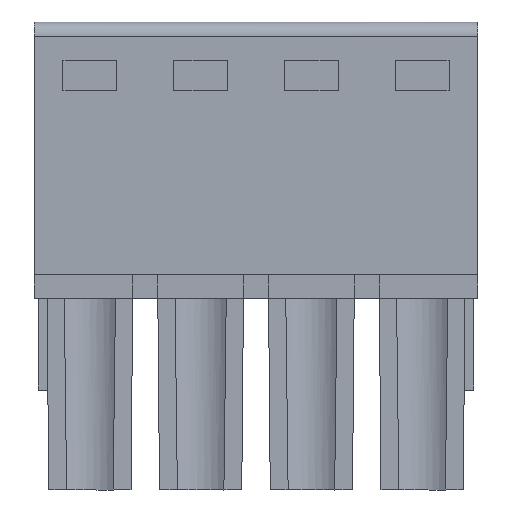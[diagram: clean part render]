
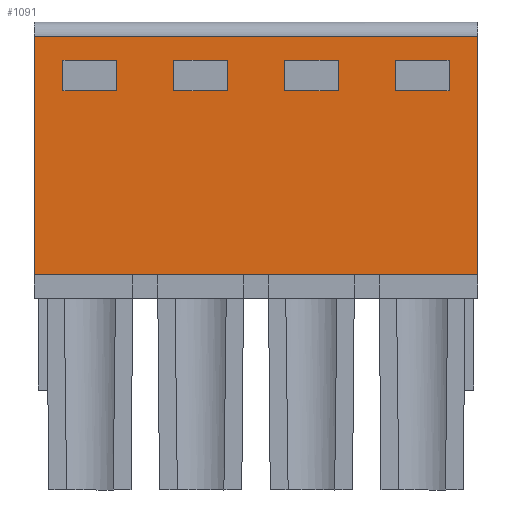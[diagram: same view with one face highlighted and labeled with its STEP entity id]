
A CAD part, front view. The second image highlights one B-rep face of the part: STEP entity #1091.
In plain terms, the highlighted planar face has unit normal (0, -1, 0).
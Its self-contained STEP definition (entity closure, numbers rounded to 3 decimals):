
#942=AXIS2_PLACEMENT_3D('Plane Axis2P3D',#939,#940,#941) ;
#173=CARTESIAN_POINT('Vertex',(15.24,0.,7.4)) ;
#176=CARTESIAN_POINT('Line Origine',(7.62,0.,7.4)) ;
#180=CARTESIAN_POINT('Vertex',(0.,0.,7.4)) ;
#227=CARTESIAN_POINT('Line Origine',(0.,0.,11.5)) ;
#231=CARTESIAN_POINT('Vertex',(0.,0.,15.6)) ;
#916=CARTESIAN_POINT('Vertex',(15.24,0.,15.6)) ;
#919=CARTESIAN_POINT('Line Origine',(15.24,0.,11.5)) ;
#939=CARTESIAN_POINT('Axis2P3D Location',(0.,0.,15.6)) ;
#944=CARTESIAN_POINT('Line Origine',(7.62,0.,15.6)) ;
#955=CARTESIAN_POINT('Line Origine',(0.98,0.,14.255)) ;
#959=CARTESIAN_POINT('Vertex',(0.98,0.,14.78)) ;
#961=CARTESIAN_POINT('Vertex',(0.98,0.,13.73)) ;
#964=CARTESIAN_POINT('Line Origine',(1.905,0.,14.78)) ;
#968=CARTESIAN_POINT('Vertex',(2.83,0.,14.78)) ;
#971=CARTESIAN_POINT('Line Origine',(2.83,0.,14.255)) ;
#975=CARTESIAN_POINT('Vertex',(2.83,0.,13.73)) ;
#978=CARTESIAN_POINT('Line Origine',(1.905,0.,13.73)) ;
#989=CARTESIAN_POINT('Line Origine',(6.64,0.,14.255)) ;
#993=CARTESIAN_POINT('Vertex',(6.64,0.,13.73)) ;
#995=CARTESIAN_POINT('Vertex',(6.64,0.,14.78)) ;
#998=CARTESIAN_POINT('Line Origine',(5.715,0.,13.73)) ;
#1002=CARTESIAN_POINT('Vertex',(4.79,0.,13.73)) ;
#1005=CARTESIAN_POINT('Line Origine',(4.79,0.,14.255)) ;
#1009=CARTESIAN_POINT('Vertex',(4.79,0.,14.78)) ;
#1012=CARTESIAN_POINT('Line Origine',(5.715,0.,14.78)) ;
#1023=CARTESIAN_POINT('Line Origine',(10.45,0.,14.255)) ;
#1027=CARTESIAN_POINT('Vertex',(10.45,0.,13.73)) ;
#1029=CARTESIAN_POINT('Vertex',(10.45,0.,14.78)) ;
#1032=CARTESIAN_POINT('Line Origine',(9.525,0.,13.73)) ;
#1036=CARTESIAN_POINT('Vertex',(8.6,0.,13.73)) ;
#1039=CARTESIAN_POINT('Line Origine',(8.6,0.,14.255)) ;
#1043=CARTESIAN_POINT('Vertex',(8.6,0.,14.78)) ;
#1046=CARTESIAN_POINT('Line Origine',(9.525,0.,14.78)) ;
#1057=CARTESIAN_POINT('Line Origine',(14.26,0.,14.255)) ;
#1061=CARTESIAN_POINT('Vertex',(14.26,0.,13.73)) ;
#1063=CARTESIAN_POINT('Vertex',(14.26,0.,14.78)) ;
#1066=CARTESIAN_POINT('Line Origine',(13.335,0.,13.73)) ;
#1070=CARTESIAN_POINT('Vertex',(12.41,0.,13.73)) ;
#1073=CARTESIAN_POINT('Line Origine',(12.41,0.,14.255)) ;
#1077=CARTESIAN_POINT('Vertex',(12.41,0.,14.78)) ;
#1080=CARTESIAN_POINT('Line Origine',(13.335,0.,14.78)) ;
#177=DIRECTION('Vector Direction',(1.,0.,0.)) ;
#228=DIRECTION('Vector Direction',(0.,0.,-1.)) ;
#920=DIRECTION('Vector Direction',(0.,0.,-1.)) ;
#940=DIRECTION('Axis2P3D Direction',(0.,-1.,0.)) ;
#941=DIRECTION('Axis2P3D XDirection',(0.,0.,-1.)) ;
#945=DIRECTION('Vector Direction',(1.,0.,0.)) ;
#956=DIRECTION('Vector Direction',(0.,0.,-1.)) ;
#965=DIRECTION('Vector Direction',(-1.,0.,0.)) ;
#972=DIRECTION('Vector Direction',(0.,0.,1.)) ;
#979=DIRECTION('Vector Direction',(1.,0.,0.)) ;
#990=DIRECTION('Vector Direction',(0.,0.,1.)) ;
#999=DIRECTION('Vector Direction',(1.,0.,0.)) ;
#1006=DIRECTION('Vector Direction',(0.,0.,-1.)) ;
#1013=DIRECTION('Vector Direction',(-1.,0.,0.)) ;
#1024=DIRECTION('Vector Direction',(0.,0.,1.)) ;
#1033=DIRECTION('Vector Direction',(1.,0.,0.)) ;
#1040=DIRECTION('Vector Direction',(0.,0.,-1.)) ;
#1047=DIRECTION('Vector Direction',(-1.,0.,0.)) ;
#1058=DIRECTION('Vector Direction',(0.,0.,1.)) ;
#1067=DIRECTION('Vector Direction',(1.,0.,0.)) ;
#1074=DIRECTION('Vector Direction',(0.,0.,-1.)) ;
#1081=DIRECTION('Vector Direction',(-1.,0.,0.)) ;
#178=VECTOR('Line Direction',#177,1.) ;
#229=VECTOR('Line Direction',#228,1.) ;
#921=VECTOR('Line Direction',#920,1.) ;
#946=VECTOR('Line Direction',#945,1.) ;
#957=VECTOR('Line Direction',#956,1.) ;
#966=VECTOR('Line Direction',#965,1.) ;
#973=VECTOR('Line Direction',#972,1.) ;
#980=VECTOR('Line Direction',#979,1.) ;
#991=VECTOR('Line Direction',#990,1.) ;
#1000=VECTOR('Line Direction',#999,1.) ;
#1007=VECTOR('Line Direction',#1006,1.) ;
#1014=VECTOR('Line Direction',#1013,1.) ;
#1025=VECTOR('Line Direction',#1024,1.) ;
#1034=VECTOR('Line Direction',#1033,1.) ;
#1041=VECTOR('Line Direction',#1040,1.) ;
#1048=VECTOR('Line Direction',#1047,1.) ;
#1059=VECTOR('Line Direction',#1058,1.) ;
#1068=VECTOR('Line Direction',#1067,1.) ;
#1075=VECTOR('Line Direction',#1074,1.) ;
#1082=VECTOR('Line Direction',#1081,1.) ;
#950=ORIENTED_EDGE('',*,*,#233,.F.) ;
#951=ORIENTED_EDGE('',*,*,#182,.T.) ;
#952=ORIENTED_EDGE('',*,*,#923,.F.) ;
#953=ORIENTED_EDGE('',*,*,#948,.F.) ;
#984=ORIENTED_EDGE('',*,*,#963,.F.) ;
#985=ORIENTED_EDGE('',*,*,#970,.F.) ;
#986=ORIENTED_EDGE('',*,*,#977,.F.) ;
#987=ORIENTED_EDGE('',*,*,#982,.F.) ;
#1018=ORIENTED_EDGE('',*,*,#997,.F.) ;
#1019=ORIENTED_EDGE('',*,*,#1004,.F.) ;
#1020=ORIENTED_EDGE('',*,*,#1011,.F.) ;
#1021=ORIENTED_EDGE('',*,*,#1016,.F.) ;
#1052=ORIENTED_EDGE('',*,*,#1031,.F.) ;
#1053=ORIENTED_EDGE('',*,*,#1038,.F.) ;
#1054=ORIENTED_EDGE('',*,*,#1045,.F.) ;
#1055=ORIENTED_EDGE('',*,*,#1050,.F.) ;
#1086=ORIENTED_EDGE('',*,*,#1065,.F.) ;
#1087=ORIENTED_EDGE('',*,*,#1072,.F.) ;
#1088=ORIENTED_EDGE('',*,*,#1079,.F.) ;
#1089=ORIENTED_EDGE('',*,*,#1084,.F.) ;
#988=FACE_BOUND('',#983,.T.) ;
#1022=FACE_BOUND('',#1017,.T.) ;
#1056=FACE_BOUND('',#1051,.T.) ;
#1090=FACE_BOUND('',#1085,.T.) ;
#1091=ADVANCED_FACE('HOUSING',(#954,#988,#1022,#1056,#1090),#943,.T.) ;
#182=EDGE_CURVE('',#181,#174,#179,.T.) ;
#233=EDGE_CURVE('',#181,#232,#230,.F.) ;
#923=EDGE_CURVE('',#917,#174,#922,.T.) ;
#948=EDGE_CURVE('',#232,#917,#947,.T.) ;
#963=EDGE_CURVE('',#960,#962,#958,.T.) ;
#970=EDGE_CURVE('',#969,#960,#967,.T.) ;
#977=EDGE_CURVE('',#976,#969,#974,.T.) ;
#982=EDGE_CURVE('',#962,#976,#981,.T.) ;
#997=EDGE_CURVE('',#994,#996,#992,.T.) ;
#1004=EDGE_CURVE('',#1003,#994,#1001,.T.) ;
#1011=EDGE_CURVE('',#1010,#1003,#1008,.T.) ;
#1016=EDGE_CURVE('',#996,#1010,#1015,.T.) ;
#1031=EDGE_CURVE('',#1028,#1030,#1026,.T.) ;
#1038=EDGE_CURVE('',#1037,#1028,#1035,.T.) ;
#1045=EDGE_CURVE('',#1044,#1037,#1042,.T.) ;
#1050=EDGE_CURVE('',#1030,#1044,#1049,.T.) ;
#1065=EDGE_CURVE('',#1062,#1064,#1060,.T.) ;
#1072=EDGE_CURVE('',#1071,#1062,#1069,.T.) ;
#1079=EDGE_CURVE('',#1078,#1071,#1076,.T.) ;
#1084=EDGE_CURVE('',#1064,#1078,#1083,.T.) ;
#949=EDGE_LOOP('',(#950,#951,#952,#953)) ;
#983=EDGE_LOOP('',(#984,#985,#986,#987)) ;
#1017=EDGE_LOOP('',(#1018,#1019,#1020,#1021)) ;
#1051=EDGE_LOOP('',(#1052,#1053,#1054,#1055)) ;
#1085=EDGE_LOOP('',(#1086,#1087,#1088,#1089)) ;
#954=FACE_OUTER_BOUND('',#949,.T.) ;
#179=LINE('Line',#176,#178) ;
#230=LINE('Line',#227,#229) ;
#922=LINE('Line',#919,#921) ;
#947=LINE('Line',#944,#946) ;
#958=LINE('Line',#955,#957) ;
#967=LINE('Line',#964,#966) ;
#974=LINE('Line',#971,#973) ;
#981=LINE('Line',#978,#980) ;
#992=LINE('Line',#989,#991) ;
#1001=LINE('Line',#998,#1000) ;
#1008=LINE('Line',#1005,#1007) ;
#1015=LINE('Line',#1012,#1014) ;
#1026=LINE('Line',#1023,#1025) ;
#1035=LINE('Line',#1032,#1034) ;
#1042=LINE('Line',#1039,#1041) ;
#1049=LINE('Line',#1046,#1048) ;
#1060=LINE('Line',#1057,#1059) ;
#1069=LINE('Line',#1066,#1068) ;
#1076=LINE('Line',#1073,#1075) ;
#1083=LINE('Line',#1080,#1082) ;
#943=PLANE('',#942) ;
#174=VERTEX_POINT('',#173) ;
#181=VERTEX_POINT('',#180) ;
#232=VERTEX_POINT('',#231) ;
#917=VERTEX_POINT('',#916) ;
#960=VERTEX_POINT('',#959) ;
#962=VERTEX_POINT('',#961) ;
#969=VERTEX_POINT('',#968) ;
#976=VERTEX_POINT('',#975) ;
#994=VERTEX_POINT('',#993) ;
#996=VERTEX_POINT('',#995) ;
#1003=VERTEX_POINT('',#1002) ;
#1010=VERTEX_POINT('',#1009) ;
#1028=VERTEX_POINT('',#1027) ;
#1030=VERTEX_POINT('',#1029) ;
#1037=VERTEX_POINT('',#1036) ;
#1044=VERTEX_POINT('',#1043) ;
#1062=VERTEX_POINT('',#1061) ;
#1064=VERTEX_POINT('',#1063) ;
#1071=VERTEX_POINT('',#1070) ;
#1078=VERTEX_POINT('',#1077) ;
